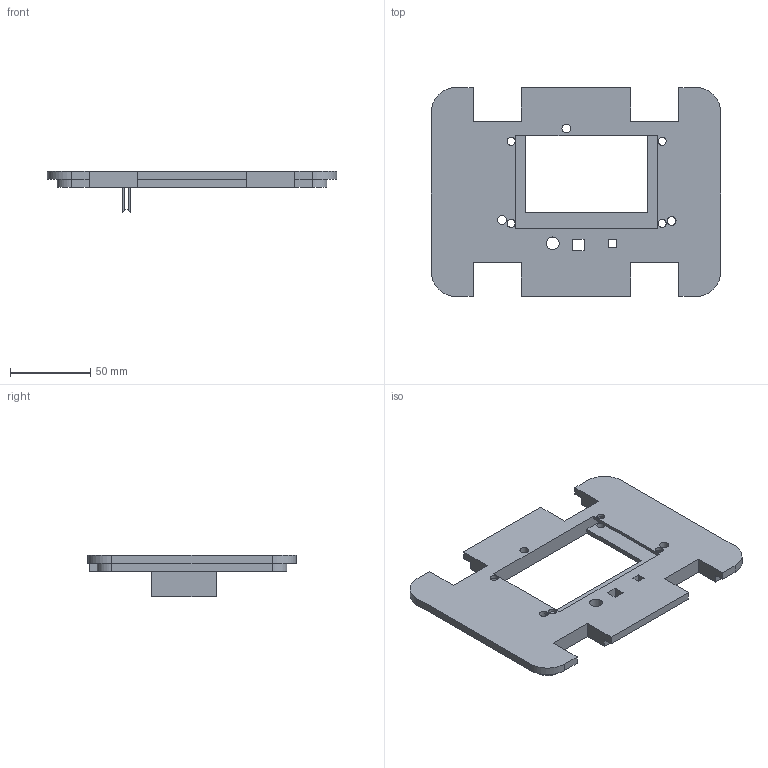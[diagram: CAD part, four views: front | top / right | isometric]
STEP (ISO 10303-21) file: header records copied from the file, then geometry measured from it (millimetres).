
FILE_DESCRIPTION(/* description */ ('','CAx-IF Rec.Pracs.---Representation and Presentation of Product Manufacturing Information (PMI)---4.0---2014-10-13'),/* implementation_level */ '2;1');
FILE_NAME(/* name */ 'lid.step',/* time_stamp */ '2025-01-21T03:20:13-05:00',/* author */ (''),/* organization */ (''),/* preprocessor_version */ 'ST-DEVELOPER v20',/* originating_system */ 'Autodesk Translation Framework v13.20.0.188',/* authorisation */ '');
FILE_SCHEMA (('AP242_MANAGED_MODEL_BASED_3D_ENGINEERING_MIM_LF { 1 0 10303 442 1 1 4 }'));
Length unit declared in the file: millimetre
Products named in the file (2): lid; wire stabler
Assembly tree (1 placements, depth 2):
  lid
    wire stabler
Bounding box: 180 x 130 x 26 mm (x, y, z)
Volume: 142057.3 mm3; surface area: 50648.1 mm2
Topology: 2 solids, 2 shells, 106 faces, 308 edges, 204 vertices
Faces by surface type: plane 86, cylinder 20
Full cylindrical faces by diameter (mm): 5 x8, 5.5 x3, 8 x1
Entity records: 3580 total; most frequent: CARTESIAN_POINT 621, ORIENTED_EDGE 616, DIRECTION 568, EDGE_CURVE 308, LINE 266, VECTOR 266, VERTEX_POINT 204, AXIS2_PLACEMENT_3D 151
